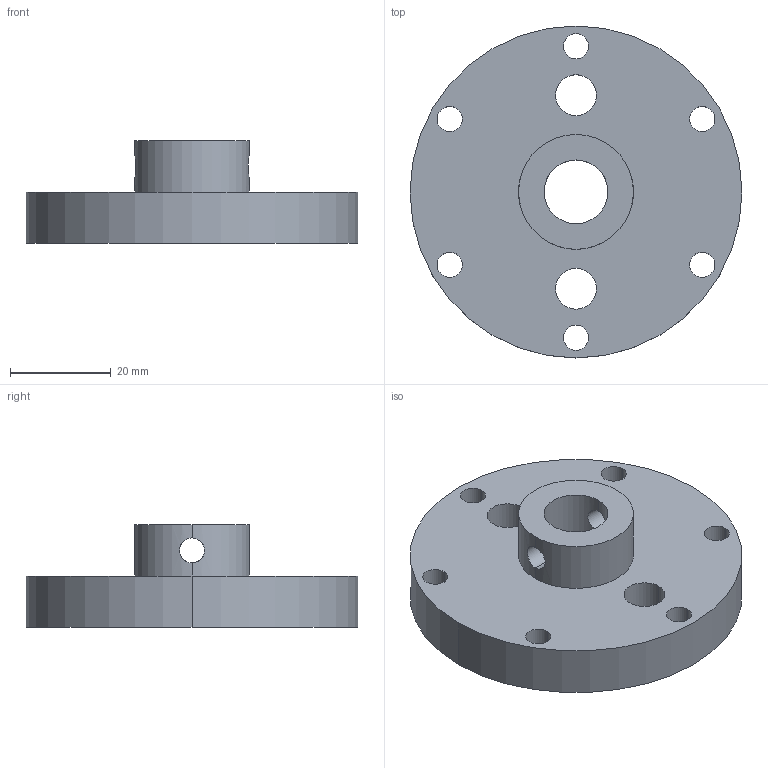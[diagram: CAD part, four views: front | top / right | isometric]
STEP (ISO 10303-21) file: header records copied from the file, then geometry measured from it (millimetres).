
FILE_DESCRIPTION (( 'STEP AP203' ), '1' );
FILE_NAME ('ShoulderMount_Default_sldprt.STEP', '2019-04-05T22:49:01', ( '' ), ( '' ), 'SwSTEP 2.0', 'SolidWorks 2018', '' );
FILE_SCHEMA (( 'CONFIG_CONTROL_DESIGN' ));
Length unit declared in the file: inch
Products named in the file (1): ShoulderMount_Default_sldprt
Bounding box: 66.04 x 66.04 x 20.32 mm (x, y, z)
Volume: 33316 mm3; surface area: 11435.5 mm2
Topology: 1 solids, 1 shells, 32 faces, 88 edges, 56 vertices
Faces by surface type: cylinder 28, plane 4
Entity records: 1383 total; most frequent: CARTESIAN_POINT 417, DIRECTION 194, ORIENTED_EDGE 176, EDGE_CURVE 88, AXIS2_PLACEMENT_3D 81, VERTEX_POINT 56, EDGE_LOOP 52, CIRCLE 48
